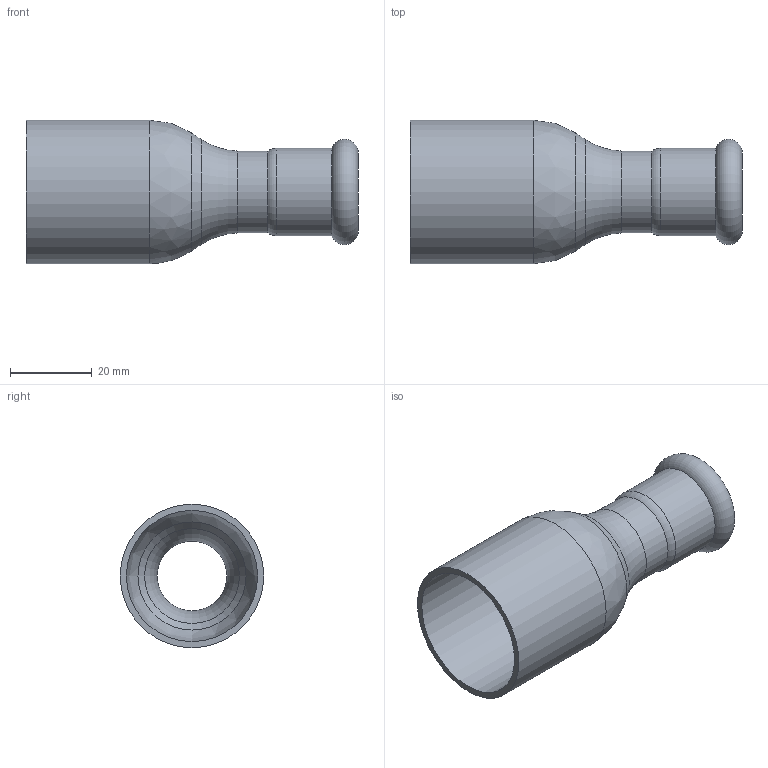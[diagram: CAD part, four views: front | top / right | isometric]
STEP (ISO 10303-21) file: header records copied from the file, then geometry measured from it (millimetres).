
FILE_DESCRIPTION(/* description */ ('Riduzione MF 35x18 Inoxpres'),/* implementation_level */ '2;1');
FILE_NAME(/* name */ '191035018_Inoxpres.stp',/* time_stamp */ '2022-10-12T10:46:02+02:00',/* author */ ('Vault'),/* organization */ ('Raccorderie metalliche s.p.a. '),/* preprocessor_version */ 'ST-DEVELOPER v18.1',/* originating_system */ 'Autodesk Inventor 2020',/* authorisation */ 'Raccorderie metalliche s.p.a. ');
FILE_SCHEMA (('AUTOMOTIVE_DESIGN { 1 0 10303 214 3 1 1 }'));
Length unit declared in the file: millimetre
Products named in the file (1): 191035018_Inoxpres
Bounding box: 81 x 35 x 35 mm (x, y, z)
Volume: 10984.1 mm3; surface area: 14162 mm2
Topology: 1 solids, 1 shells, 22 faces, 73 edges, 53 vertices
Faces by surface type: cylinder 8, torus 7, cone 3, plane 2, bspline 2
Full cylindrical faces by diameter (mm): 17 x1, 18.3 x1, 18.7 x2, 20 x1, 21.3 x1, 32 x1, 35 x1
Entity records: 952 total; most frequent: CARTESIAN_POINT 201, DIRECTION 177, ORIENTED_EDGE 146, AXIS2_PLACEMENT_3D 83, EDGE_CURVE 73, CIRCLE 62, VERTEX_POINT 53, EDGE_LOOP 24
